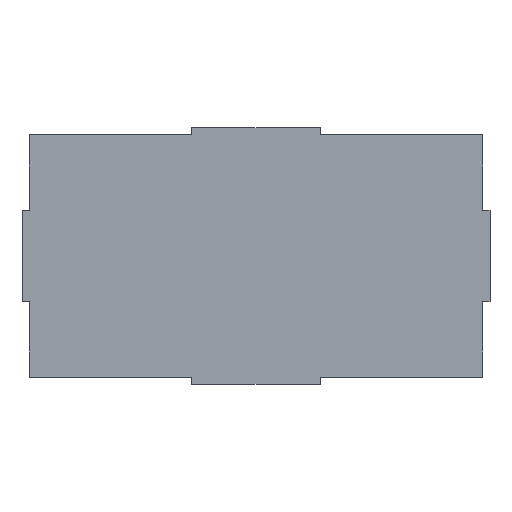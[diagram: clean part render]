
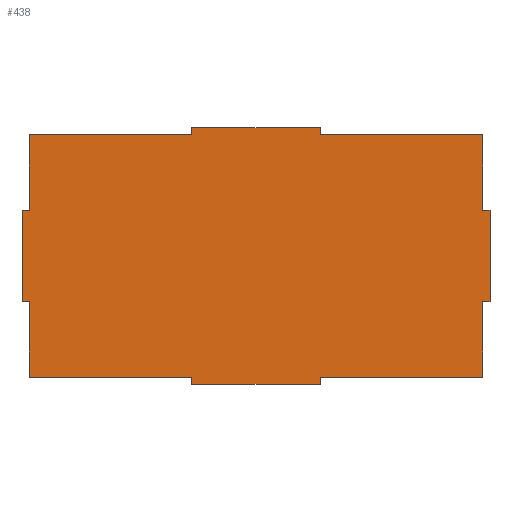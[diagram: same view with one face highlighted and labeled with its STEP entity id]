
A CAD part, top view. The second image highlights one B-rep face of the part: STEP entity #438.
In plain terms, the highlighted planar face has unit normal (0, 0, 1).
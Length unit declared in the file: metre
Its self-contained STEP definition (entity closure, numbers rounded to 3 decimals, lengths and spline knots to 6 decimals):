
#92=ORIENTED_EDGE('',*,*,#134,.F.);
#93=ORIENTED_EDGE('',*,*,#138,.T.);
#94=ORIENTED_EDGE('',*,*,#141,.T.);
#95=ORIENTED_EDGE('',*,*,#144,.T.);
#96=ORIENTED_EDGE('',*,*,#147,.T.);
#97=ORIENTED_EDGE('',*,*,#150,.F.);
#98=ORIENTED_EDGE('',*,*,#153,.T.);
#99=ORIENTED_EDGE('',*,*,#156,.F.);
#100=ORIENTED_EDGE('',*,*,#159,.T.);
#101=ORIENTED_EDGE('',*,*,#162,.F.);
#102=ORIENTED_EDGE('',*,*,#165,.F.);
#103=ORIENTED_EDGE('',*,*,#168,.F.);
#104=ORIENTED_EDGE('',*,*,#171,.F.);
#105=ORIENTED_EDGE('',*,*,#174,.T.);
#106=ORIENTED_EDGE('',*,*,#177,.F.);
#107=ORIENTED_EDGE('',*,*,#180,.F.);
#108=ORIENTED_EDGE('',*,*,#183,.F.);
#109=ORIENTED_EDGE('',*,*,#186,.T.);
#110=ORIENTED_EDGE('',*,*,#189,.T.);
#111=ORIENTED_EDGE('',*,*,#191,.T.);
#134=EDGE_CURVE('',#194,#195,#234,.T.);
#138=EDGE_CURVE('',#194,#197,#238,.T.);
#141=EDGE_CURVE('',#197,#199,#241,.T.);
#144=EDGE_CURVE('',#199,#201,#244,.T.);
#147=EDGE_CURVE('',#201,#203,#247,.T.);
#150=EDGE_CURVE('',#205,#203,#250,.T.);
#153=EDGE_CURVE('',#205,#207,#253,.T.);
#156=EDGE_CURVE('',#209,#207,#256,.T.);
#159=EDGE_CURVE('',#209,#211,#259,.T.);
#162=EDGE_CURVE('',#213,#211,#262,.T.);
#165=EDGE_CURVE('',#215,#213,#265,.T.);
#168=EDGE_CURVE('',#217,#215,#268,.T.);
#171=EDGE_CURVE('',#219,#217,#271,.T.);
#174=EDGE_CURVE('',#219,#221,#274,.T.);
#177=EDGE_CURVE('',#223,#221,#277,.T.);
#180=EDGE_CURVE('',#225,#223,#280,.T.);
#183=EDGE_CURVE('',#227,#225,#283,.T.);
#186=EDGE_CURVE('',#227,#229,#286,.T.);
#189=EDGE_CURVE('',#229,#231,#289,.T.);
#191=EDGE_CURVE('',#231,#195,#291,.T.);
#194=VERTEX_POINT('',#587);
#195=VERTEX_POINT('',#589);
#197=VERTEX_POINT('',#595);
#199=VERTEX_POINT('',#601);
#201=VERTEX_POINT('',#607);
#203=VERTEX_POINT('',#613);
#205=VERTEX_POINT('',#619);
#207=VERTEX_POINT('',#625);
#209=VERTEX_POINT('',#631);
#211=VERTEX_POINT('',#637);
#213=VERTEX_POINT('',#643);
#215=VERTEX_POINT('',#649);
#217=VERTEX_POINT('',#655);
#219=VERTEX_POINT('',#661);
#221=VERTEX_POINT('',#667);
#223=VERTEX_POINT('',#673);
#225=VERTEX_POINT('',#679);
#227=VERTEX_POINT('',#685);
#229=VERTEX_POINT('',#691);
#231=VERTEX_POINT('',#697);
#234=LINE('',#588,#294);
#238=LINE('',#596,#298);
#241=LINE('',#602,#301);
#244=LINE('',#608,#304);
#247=LINE('',#614,#307);
#250=LINE('',#620,#310);
#253=LINE('',#626,#313);
#256=LINE('',#632,#316);
#259=LINE('',#638,#319);
#262=LINE('',#644,#322);
#265=LINE('',#650,#325);
#268=LINE('',#656,#328);
#271=LINE('',#662,#331);
#274=LINE('',#668,#334);
#277=LINE('',#674,#337);
#280=LINE('',#680,#340);
#283=LINE('',#686,#343);
#286=LINE('',#692,#346);
#289=LINE('',#698,#349);
#291=LINE('',#701,#351);
#294=VECTOR('',#481,1.);
#298=VECTOR('',#487,1.);
#301=VECTOR('',#492,1.);
#304=VECTOR('',#497,1.);
#307=VECTOR('',#502,1.);
#310=VECTOR('',#507,1.);
#313=VECTOR('',#512,1.);
#316=VECTOR('',#517,1.);
#319=VECTOR('',#522,1.);
#322=VECTOR('',#527,1.);
#325=VECTOR('',#532,1.);
#328=VECTOR('',#537,1.);
#331=VECTOR('',#542,1.);
#334=VECTOR('',#547,1.);
#337=VECTOR('',#552,1.);
#340=VECTOR('',#557,1.);
#343=VECTOR('',#562,1.);
#346=VECTOR('',#567,1.);
#349=VECTOR('',#572,1.);
#351=VECTOR('',#576,1.);
#372=EDGE_LOOP('',(#92,#93,#94,#95,#96,#97,#98,#99,#100,#101,#102,#103,
#104,#105,#106,#107,#108,#109,#110,#111));
#394=FACE_BOUND('',#372,.T.);
#416=PLANE('',#473);
#438=ADVANCED_FACE('',(#394),#416,.T.);
#473=AXIS2_PLACEMENT_3D('',#702,#577,#578);
#481=DIRECTION('',(0.,-1.,0.));
#487=DIRECTION('',(1.,0.,0.));
#492=DIRECTION('',(0.,1.,0.));
#497=DIRECTION('',(1.,0.,0.));
#502=DIRECTION('',(0.,1.,0.));
#507=DIRECTION('',(1.,0.,0.));
#512=DIRECTION('',(0.,1.,0.));
#517=DIRECTION('',(1.,0.,0.));
#522=DIRECTION('',(0.,1.,0.));
#527=DIRECTION('',(1.,0.,0.));
#532=DIRECTION('',(0.,1.,0.));
#537=DIRECTION('',(1.,0.,0.));
#542=DIRECTION('',(0.,1.,0.));
#547=DIRECTION('',(-1.,0.,0.));
#552=DIRECTION('',(0.,1.,0.));
#557=DIRECTION('',(-1.,0.,0.));
#562=DIRECTION('',(0.,1.,0.));
#567=DIRECTION('',(1.,0.,0.));
#572=DIRECTION('',(0.,-1.,0.));
#576=DIRECTION('',(1.,0.,0.));
#577=DIRECTION('',(0.,0.,1.));
#578=DIRECTION('',(1.,0.,0.));
#587=CARTESIAN_POINT('',(0.0175,-0.033,0.002));
#588=CARTESIAN_POINT('',(0.0175,-0.034,0.002));
#589=CARTESIAN_POINT('',(0.0175,-0.035,0.002));
#595=CARTESIAN_POINT('',(0.061775,-0.033,0.002));
#596=CARTESIAN_POINT('',(0.039638,-0.033,0.002));
#601=CARTESIAN_POINT('',(0.061775,-0.0125,0.002));
#602=CARTESIAN_POINT('',(0.061775,-0.02275,0.002));
#607=CARTESIAN_POINT('',(0.063775,-0.0125,0.002));
#608=CARTESIAN_POINT('',(0.062775,-0.0125,0.002));
#613=CARTESIAN_POINT('',(0.063775,0.0125,0.002));
#614=CARTESIAN_POINT('',(0.063775,0.,0.002));
#619=CARTESIAN_POINT('',(0.061775,0.0125,0.002));
#620=CARTESIAN_POINT('',(0.062775,0.0125,0.002));
#625=CARTESIAN_POINT('',(0.061775,0.033,0.002));
#626=CARTESIAN_POINT('',(0.061775,0.02275,0.002));
#631=CARTESIAN_POINT('',(0.0175,0.033,0.002));
#632=CARTESIAN_POINT('',(0.039638,0.033,0.002));
#637=CARTESIAN_POINT('',(0.0175,0.035,0.002));
#638=CARTESIAN_POINT('',(0.0175,0.034,0.002));
#643=CARTESIAN_POINT('',(-0.0175,0.035,0.002));
#644=CARTESIAN_POINT('',(0.,0.035,0.002));
#649=CARTESIAN_POINT('',(-0.0175,0.033,0.002));
#650=CARTESIAN_POINT('',(-0.0175,0.034,0.002));
#655=CARTESIAN_POINT('',(-0.061775,0.033,0.002));
#656=CARTESIAN_POINT('',(-0.039638,0.033,0.002));
#661=CARTESIAN_POINT('',(-0.061775,0.0125,0.002));
#662=CARTESIAN_POINT('',(-0.061775,0.02275,0.002));
#667=CARTESIAN_POINT('',(-0.063775,0.0125,0.002));
#668=CARTESIAN_POINT('',(-0.062775,0.0125,0.002));
#673=CARTESIAN_POINT('',(-0.063775,-0.0125,0.002));
#674=CARTESIAN_POINT('',(-0.063775,0.,0.002));
#679=CARTESIAN_POINT('',(-0.061775,-0.0125,0.002));
#680=CARTESIAN_POINT('',(-0.062775,-0.0125,0.002));
#685=CARTESIAN_POINT('',(-0.061775,-0.033,0.002));
#686=CARTESIAN_POINT('',(-0.061775,-0.02275,0.002));
#691=CARTESIAN_POINT('',(-0.0175,-0.033,0.002));
#692=CARTESIAN_POINT('',(-0.039638,-0.033,0.002));
#697=CARTESIAN_POINT('',(-0.0175,-0.035,0.002));
#698=CARTESIAN_POINT('',(-0.0175,-0.034,0.002));
#701=CARTESIAN_POINT('',(0.,-0.035,0.002));
#702=CARTESIAN_POINT('',(0.,0.,0.002));
